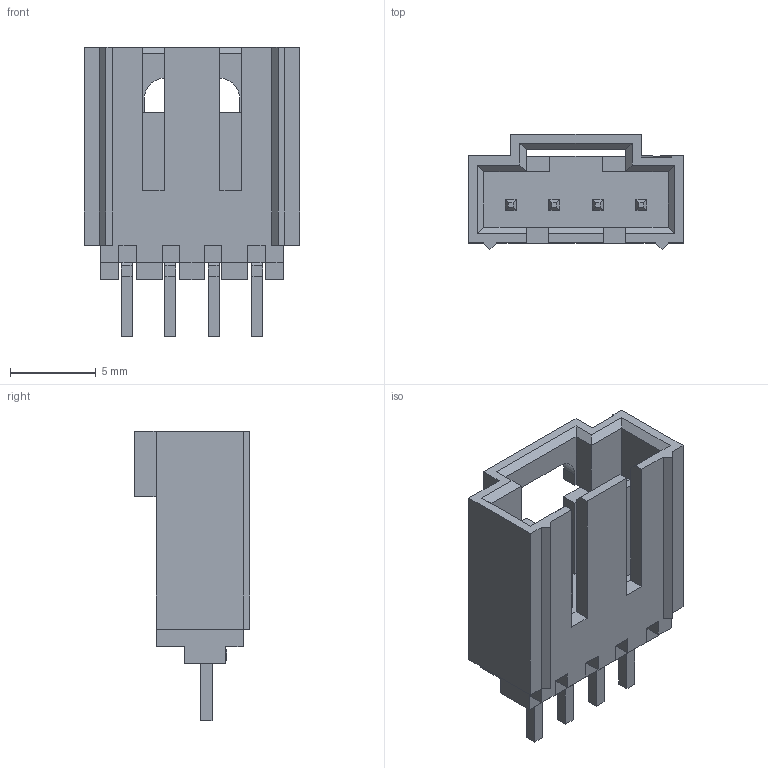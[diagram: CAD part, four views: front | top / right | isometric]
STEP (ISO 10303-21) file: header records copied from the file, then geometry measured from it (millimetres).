
FILE_DESCRIPTION (( 'STEP AP214' ), '1' );
FILE_NAME ('NCDW-04_2.54_V.STEP', '2015-03-05T15:43:28', ( 'Alexey' ), ( '' ), 'SwSTEP 2.0', 'SolidWorks 2012', '' );
FILE_SCHEMA (( 'AUTOMOTIVE_DESIGN' ));
Length unit declared in the file: inch
Products named in the file (1): NCDW-04_2.54_V
Bounding box: 12.6 x 6.73 x 16.89 mm (x, y, z)
Volume: 475.7 mm3; surface area: 976.6 mm2
Topology: 1 solids, 1 shells, 215 faces, 570 edges, 363 vertices
Faces by surface type: plane 205, cylinder 10
Entity records: 8847 total; most frequent: CARTESIAN_POINT 1149, ORIENTED_EDGE 1140, DIRECTION 1022, EDGE_CURVE 570, LINE 550, VECTOR 550, VERTEX_POINT 363, AXIS2_PLACEMENT_3D 236
